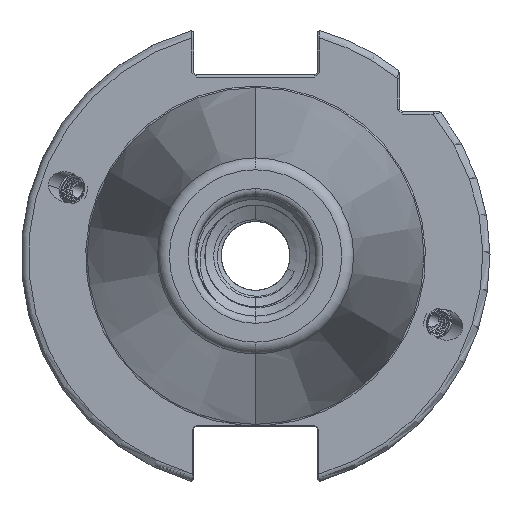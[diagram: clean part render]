
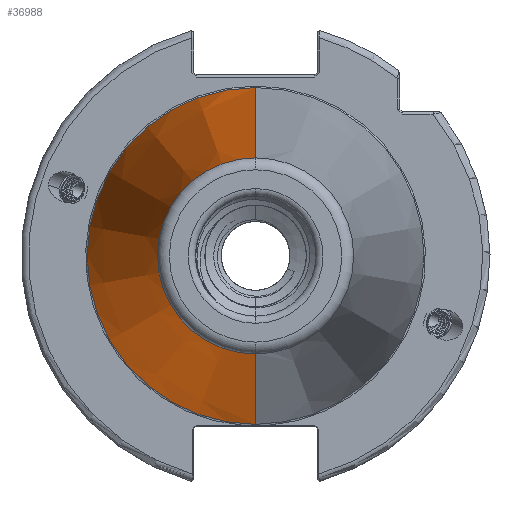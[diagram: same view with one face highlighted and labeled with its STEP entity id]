
A CAD part, left-side view. The second image highlights one B-rep face of the part: STEP entity #36988.
In plain terms, the highlighted conical face has half-angle 8.297 degrees and reference radius 35.392 mm.
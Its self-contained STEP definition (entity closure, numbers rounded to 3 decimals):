
#345 = CARTESIAN_POINT ( 'NONE',  ( -2.5, 0., 0. ) ) ;
#368 = DIRECTION ( 'NONE',  ( 1., 0., 0. ) ) ;
#377 = DIRECTION ( 'NONE',  ( 0., 1., 0. ) ) ;
#1430 = AXIS2_PLACEMENT_3D ( 'NONE', #20335, #20323, #20424 ) ;
#1443 = AXIS2_PLACEMENT_3D ( 'NONE', #345, #368, #377 ) ;
#1652 = AXIS2_PLACEMENT_3D ( 'NONE', #24165, #24176, #24183 ) ;
#1905 = EDGE_CURVE ( 'NONE', #3647, #3733, #9792, .T. ) ;
#1929 = EDGE_CURVE ( 'NONE', #3773, #3770, #9833, .T. ) ;
#1933 = EDGE_CURVE ( 'NONE', #3712, #3773, #8816, .T. ) ;
#2605 = AXIS2_PLACEMENT_3D ( 'NONE', #36624, #36631, #36580 ) ;
#2855 = ORIENTED_EDGE ( 'NONE', *, *, #1929, .F. ) ;
#2887 = ORIENTED_EDGE ( 'NONE', *, *, #1905, .T. ) ;
#2920 = ORIENTED_EDGE ( 'NONE', *, *, #3055, .F. ) ;
#2944 = ORIENTED_EDGE ( 'NONE', *, *, #3018, .T. ) ;
#2959 = ORIENTED_EDGE ( 'NONE', *, *, #1933, .F. ) ;
#3018 = EDGE_CURVE ( 'NONE', #3712, #3647, #10872, .T. ) ;
#3055 = EDGE_CURVE ( 'NONE', #3770, #3733, #10861, .T. ) ;
#3647 = VERTEX_POINT ( 'NONE', #22005 ) ;
#3712 = VERTEX_POINT ( 'NONE', #22350 ) ;
#3733 = VERTEX_POINT ( 'NONE', #22466 ) ;
#3770 = VERTEX_POINT ( 'NONE', #22609 ) ;
#3773 = VERTEX_POINT ( 'NONE', #22642 ) ;
#8809 = VECTOR ( 'NONE', #36672, 1000. ) ;
#8816 = LINE ( 'NONE', #36653, #8809 ) ;
#9787 = VECTOR ( 'NONE', #35274, 1000. ) ;
#9792 = LINE ( 'NONE', #35268, #9787 ) ;
#9833 = CIRCLE ( 'NONE', #2605, 35.027 ) ;
#10350 = FACE_OUTER_BOUND ( 'NONE', #31846, .T. ) ;
#10370 = CONICAL_SURFACE ( 'NONE', #1652, 35.392, 0.145 ) ;
#10861 = CIRCLE ( 'NONE', #1443, 35.027 ) ;
#10872 = CIRCLE ( 'NONE', #1430, 20.399 ) ;
#20323 = DIRECTION ( 'NONE',  ( 1., 0., 0. ) ) ;
#20335 = CARTESIAN_POINT ( 'NONE',  ( -102.811, 0., 0. ) ) ;
#20424 = DIRECTION ( 'NONE',  ( 0., 0., 1. ) ) ;
#22005 = CARTESIAN_POINT ( 'NONE',  ( -102.811, 0., 20.399 ) ) ;
#22350 = CARTESIAN_POINT ( 'NONE',  ( -102.811, 0., -20.399 ) ) ;
#22466 = CARTESIAN_POINT ( 'NONE',  ( -2.5, 0., 35.027 ) ) ;
#22609 = CARTESIAN_POINT ( 'NONE',  ( -2.5, 35.027, 0. ) ) ;
#22642 = CARTESIAN_POINT ( 'NONE',  ( -2.5, 0., -35.027 ) ) ;
#24165 = CARTESIAN_POINT ( 'NONE',  ( 0., 0., 0. ) ) ;
#24176 = DIRECTION ( 'NONE',  ( 1., 0., 0. ) ) ;
#24183 = DIRECTION ( 'NONE',  ( 0., 0., -1. ) ) ;
#31846 = EDGE_LOOP ( 'NONE', ( #2944, #2887, #2920, #2855, #2959 ) ) ;
#35268 = CARTESIAN_POINT ( 'NONE',  ( 0., 0., 35.392 ) ) ;
#35274 = DIRECTION ( 'NONE',  ( 0.99, 0., 0.144 ) ) ;
#36580 = DIRECTION ( 'NONE',  ( 0., 1., 0. ) ) ;
#36624 = CARTESIAN_POINT ( 'NONE',  ( -2.5, 0., 0. ) ) ;
#36631 = DIRECTION ( 'NONE',  ( 1., 0., 0. ) ) ;
#36653 = CARTESIAN_POINT ( 'NONE',  ( 0., 0., -35.392 ) ) ;
#36672 = DIRECTION ( 'NONE',  ( 0.99, 0., -0.144 ) ) ;
#36988 = ADVANCED_FACE ( 'NONE', ( #10350 ), #10370, .T. ) ;
